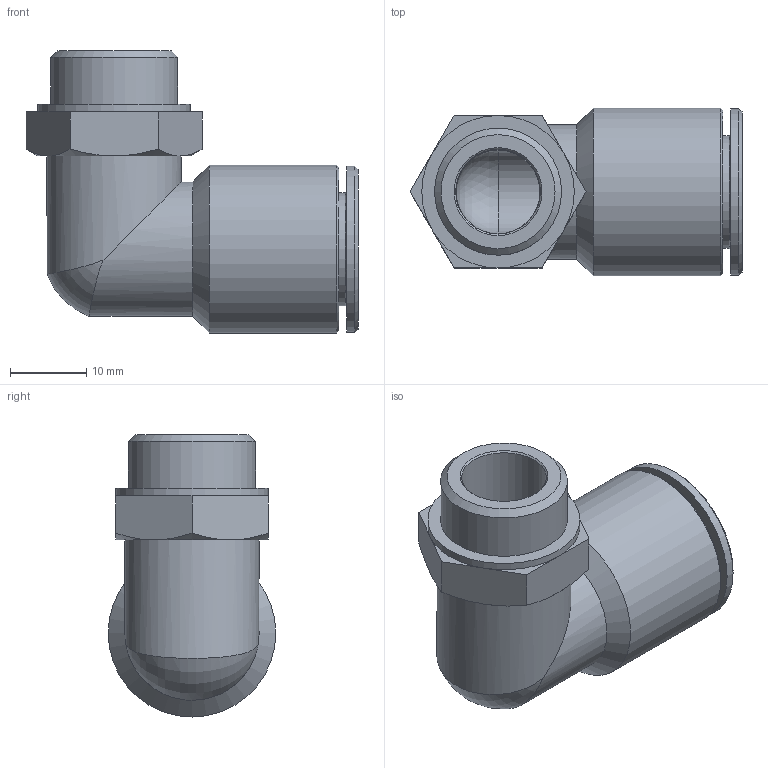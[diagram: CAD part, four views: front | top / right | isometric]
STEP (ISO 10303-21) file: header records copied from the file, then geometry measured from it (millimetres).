
FILE_DESCRIPTION(/* description */ ('STEP AP214'),/* implementation_level */ '2;1');
FILE_NAME(/* name */ '578290_NPQH-L-G38-Q14-P10',/* time_stamp */ '2024-09-13T05:21:07+02:00',/* author */ ('License CC BY-ND 4.0'),/* organization */ ('CADENAS'),/* preprocessor_version */ 'ST-DEVELOPER v19.3',/* originating_system */ 'PARTsolutions',/* authorisation */ ' ');
FILE_SCHEMA (('AUTOMOTIVE_DESIGN {1 0 10303 214 3 1 1}'));
Length unit declared in the file: millimetre
Products named in the file (1): 578290 NPQH-L-G38-Q14-P10
Bounding box: 43.55 x 22 x 37 mm (x, y, z)
Volume: 10236 mm3; surface area: 6693.1 mm2
Topology: 1 solids, 1 shells, 46 faces, 97 edges, 57 vertices
Faces by surface type: plane 19, cone 14, cylinder 11, torus 1, sphere 1
Full cylindrical faces by diameter (mm): 11 x2, 11.108 x1, 14 x1, 14.8 x1, 16.662 x1, 17.6 x2, 20 x1, 21.8 x1, 22 x1
Entity records: 1124 total; most frequent: CARTESIAN_POINT 225, DIRECTION 190, ORIENTED_EDGE 142, AXIS2_PLACEMENT_3D 86, EDGE_LOOP 72, FACE_BOUND 72, EDGE_CURVE 71, VERTEX_POINT 51
